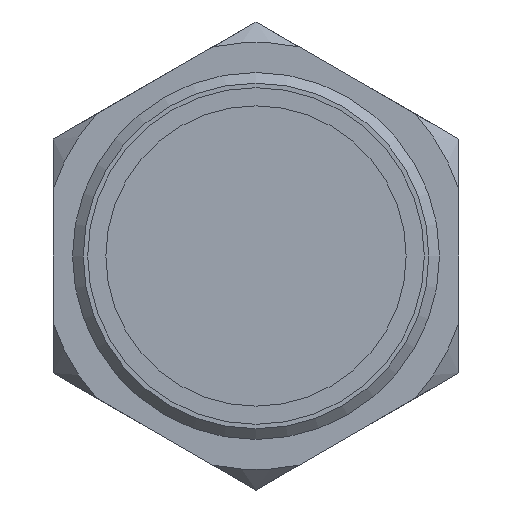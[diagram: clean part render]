
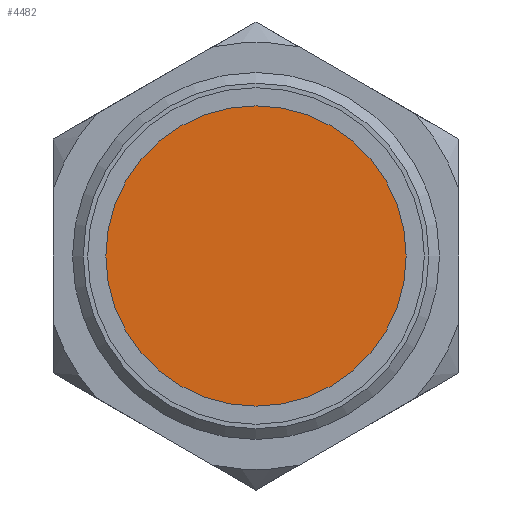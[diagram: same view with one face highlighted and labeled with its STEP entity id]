
A CAD part, front view. The second image highlights one B-rep face of the part: STEP entity #4482.
In plain terms, the highlighted planar face has unit normal (0, -1, 0).
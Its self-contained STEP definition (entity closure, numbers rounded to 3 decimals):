
#89=CIRCLE('',#4686,7.04);
#289=PLANE('',#4685);
#538=FACE_OUTER_BOUND('',#813,.T.);
#813=EDGE_LOOP('',(#4061));
#2241=VERTEX_POINT('',#8106);
#2866=EDGE_CURVE('',#2241,#2241,#89,.T.);
#4061=ORIENTED_EDGE('',*,*,#2866,.T.);
#4482=ADVANCED_FACE('',(#538),#289,.T.);
#4685=AXIS2_PLACEMENT_3D('',#8105,#5466,#5467);
#4686=AXIS2_PLACEMENT_3D('',#8107,#5468,#5469);
#5466=DIRECTION('center_axis',(0.,-1.,0.));
#5467=DIRECTION('ref_axis',(0.,0.,-1.));
#5468=DIRECTION('center_axis',(0.,-1.,0.));
#5469=DIRECTION('ref_axis',(1.,0.,0.));
#8105=CARTESIAN_POINT('Origin',(0.,9.46,
0.));
#8106=CARTESIAN_POINT('',(-7.04,9.46,0.));
#8107=CARTESIAN_POINT('Origin',(0.,9.46,0.));
